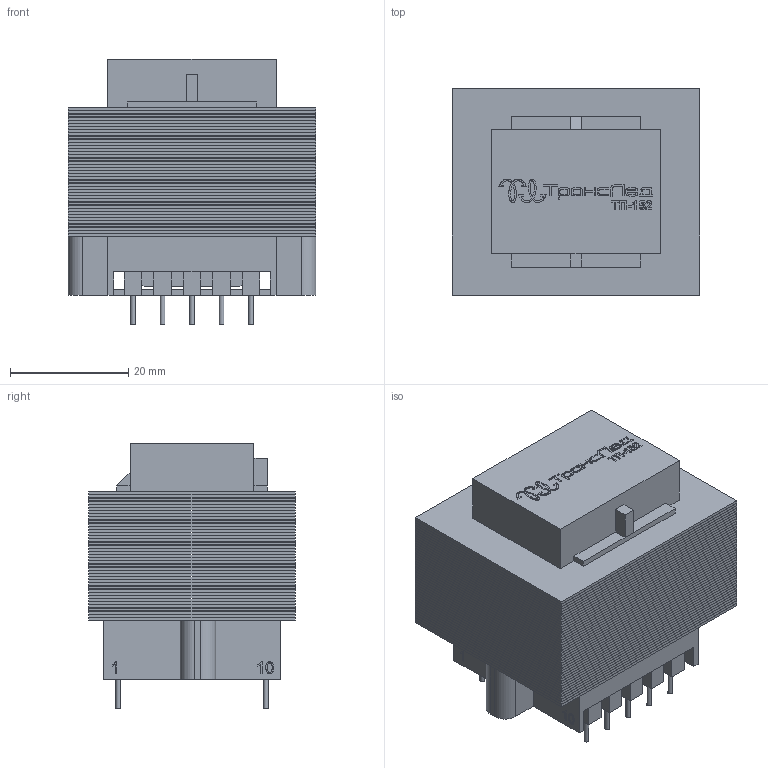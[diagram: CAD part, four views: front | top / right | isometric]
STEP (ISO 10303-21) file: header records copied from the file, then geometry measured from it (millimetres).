
FILE_DESCRIPTION(/* description */ (''),/* implementation_level */ '2;1');
FILE_NAME(/* name */ 'TP-152.step',/* time_stamp */ '2022-11-05T20:43:42+03:00',/* author */ (''),/* organization */ (''),/* preprocessor_version */ 'ST-DEVELOPER v19.2',/* originating_system */ 'Autodesk Translation Framework v11.17.0.187',/* authorisation */ '');
FILE_SCHEMA (('AUTOMOTIVE_DESIGN { 1 0 10303 214 3 1 1 }'));
Length unit declared in the file: millimetre
Products named in the file (1): TP-152
Bounding box: 42 x 35 x 45.05 mm (x, y, z)
Volume: 42599.6 mm3; surface area: 133656.3 mm2
Topology: 86 solids, 86 shells, 940 faces, 2300 edges, 1532 vertices
Faces by surface type: plane 644, bspline 264, cylinder 32
Full cylindrical faces by diameter (mm): 0.8 x20
Entity records: 28682 total; most frequent: CARTESIAN_POINT 8493, ORIENTED_EDGE 4600, DIRECTION 3254, EDGE_CURVE 2300, LINE 1708, VECTOR 1708, VERTEX_POINT 1532, EDGE_LOOP 978
